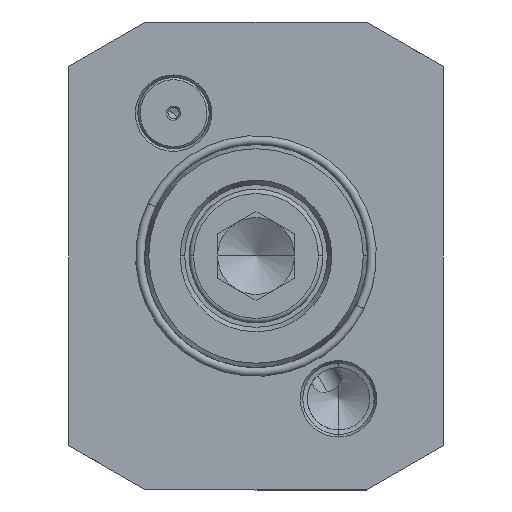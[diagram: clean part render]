
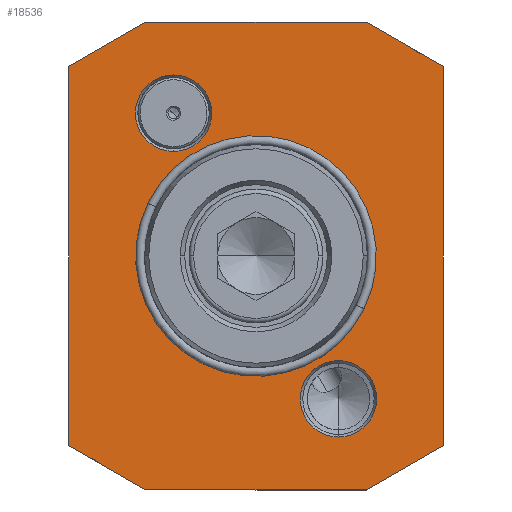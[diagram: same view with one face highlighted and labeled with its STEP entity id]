
A CAD part, front view. The second image highlights one B-rep face of the part: STEP entity #18536.
In plain terms, the highlighted planar face has unit normal (0, -1, 0).
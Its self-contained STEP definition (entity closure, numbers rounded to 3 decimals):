
#175 = DIRECTION ( 'NONE',  ( 0., 0., -1. ) ) ;
#253 = VECTOR ( 'NONE', #26601, 1000. ) ;
#457 = DIRECTION ( 'NONE',  ( 0., 1., 0. ) ) ;
#558 = DIRECTION ( 'NONE',  ( 0., -1., 0. ) ) ;
#750 = VERTEX_POINT ( 'NONE', #22834 ) ;
#1448 = VERTEX_POINT ( 'NONE', #23645 ) ;
#1626 = ORIENTED_EDGE ( 'NONE', *, *, #25368, .T. ) ;
#1750 = VERTEX_POINT ( 'NONE', #12012 ) ;
#1845 = CARTESIAN_POINT ( 'NONE',  ( -42., 0., 42.5 ) ) ;
#2199 = VERTEX_POINT ( 'NONE', #2661 ) ;
#2549 = AXIS2_PLACEMENT_3D ( 'NONE', #14063, #558, #17611 ) ;
#2609 = DIRECTION ( 'NONE',  ( 0., -1., 0. ) ) ;
#2661 = CARTESIAN_POINT ( 'NONE',  ( 25.3, 0., 0. ) ) ;
#3044 = ORIENTED_EDGE ( 'NONE', *, *, #8181, .F. ) ;
#3082 = CARTESIAN_POINT ( 'NONE',  ( 0., 0., 0. ) ) ;
#3123 = CARTESIAN_POINT ( 'NONE',  ( -36., 0., 52.5 ) ) ;
#3393 = VERTEX_POINT ( 'NONE', #25703 ) ;
#5311 = AXIS2_PLACEMENT_3D ( 'NONE', #21855, #457, #17502 ) ;
#5431 = CARTESIAN_POINT ( 'NONE',  ( 42., 0., 52.5 ) ) ;
#6230 = EDGE_CURVE ( 'NONE', #750, #14330, #9320, .T. ) ;
#6348 = ORIENTED_EDGE ( 'NONE', *, *, #26903, .F. ) ;
#6721 = DIRECTION ( 'NONE',  ( -1., 0., 0. ) ) ;
#6956 = CARTESIAN_POINT ( 'NONE',  ( 36., 0., -52.5 ) ) ;
#7035 = CARTESIAN_POINT ( 'NONE',  ( -42., 0., -42.5 ) ) ;
#7937 = EDGE_LOOP ( 'NONE', ( #23190, #18015 ) ) ;
#8002 = VERTEX_POINT ( 'NONE', #20580 ) ;
#8072 = LINE ( 'NONE', #10164, #19718 ) ;
#8136 = VECTOR ( 'NONE', #9163, 1000. ) ;
#8181 = EDGE_CURVE ( 'NONE', #1750, #3393, #13423, .T. ) ;
#8817 = VECTOR ( 'NONE', #11603, 1000. ) ;
#8918 = CARTESIAN_POINT ( 'NONE',  ( -42., 0., -42.5 ) ) ;
#9139 = EDGE_CURVE ( 'NONE', #23752, #16246, #15813, .T. ) ;
#9150 = ORIENTED_EDGE ( 'NONE', *, *, #23229, .T. ) ;
#9163 = DIRECTION ( 'NONE',  ( -0.866, 0., -0.5 ) ) ;
#9282 = VERTEX_POINT ( 'NONE', #14422 ) ;
#9286 = ORIENTED_EDGE ( 'NONE', *, *, #22993, .T. ) ;
#9320 = CIRCLE ( 'NONE', #22706, 8.577 ) ;
#9465 = LINE ( 'NONE', #6956, #18806 ) ;
#9544 = LINE ( 'NONE', #7035, #253 ) ;
#9833 = CARTESIAN_POINT ( 'NONE',  ( 24.679, 0., 52.5 ) ) ;
#10164 = CARTESIAN_POINT ( 'NONE',  ( 42., 0., -42.5 ) ) ;
#10513 = ORIENTED_EDGE ( 'NONE', *, *, #11334, .T. ) ;
#11334 = EDGE_CURVE ( 'NONE', #8002, #2199, #12387, .T. ) ;
#11510 = DIRECTION ( 'NONE',  ( -0.866, 0., 0.5 ) ) ;
#11513 = LINE ( 'NONE', #3123, #24978 ) ;
#11603 = DIRECTION ( 'NONE',  ( 0., 0., -1. ) ) ;
#11606 = DIRECTION ( 'NONE',  ( 0., 1., 0. ) ) ;
#11723 = ORIENTED_EDGE ( 'NONE', *, *, #18235, .T. ) ;
#12012 = CARTESIAN_POINT ( 'NONE',  ( 42., 0., 42.5 ) ) ;
#12017 = CIRCLE ( 'NONE', #13741, 8.577 ) ;
#12387 = CIRCLE ( 'NONE', #22216, 25.3 ) ;
#13068 = DIRECTION ( 'NONE',  ( -1., 0., 0. ) ) ;
#13105 = CARTESIAN_POINT ( 'NONE',  ( 24.679, 0., -52.5 ) ) ;
#13213 = LINE ( 'NONE', #24246, #8136 ) ;
#13335 = VERTEX_POINT ( 'NONE', #8918 ) ;
#13423 = LINE ( 'NONE', #5431, #8817 ) ;
#13569 = EDGE_CURVE ( 'NONE', #14330, #750, #12017, .T. ) ;
#13741 = AXIS2_PLACEMENT_3D ( 'NONE', #23140, #16706, #20757 ) ;
#13874 = CARTESIAN_POINT ( 'NONE',  ( -42., 0., 52.5 ) ) ;
#13879 = DIRECTION ( 'NONE',  ( 1., 0., 0. ) ) ;
#14063 = CARTESIAN_POINT ( 'NONE',  ( -18.5, 0., 32.043 ) ) ;
#14330 = VERTEX_POINT ( 'NONE', #26439 ) ;
#14422 = CARTESIAN_POINT ( 'NONE',  ( -24.679, 0., 52.5 ) ) ;
#15274 = PLANE ( 'NONE',  #5311 ) ;
#15334 = CARTESIAN_POINT ( 'NONE',  ( -18.5, 0., 32.043 ) ) ;
#15401 = FACE_BOUND ( 'NONE', #25954, .T. ) ;
#15587 = DIRECTION ( 'NONE',  ( 0., 1., 0. ) ) ;
#15813 = CIRCLE ( 'NONE', #19400, 8.577 ) ;
#16246 = VERTEX_POINT ( 'NONE', #20650 ) ;
#16665 = ORIENTED_EDGE ( 'NONE', *, *, #19338, .T. ) ;
#16706 = DIRECTION ( 'NONE',  ( 0., -1., 0. ) ) ;
#17375 = FACE_BOUND ( 'NONE', #7937, .T. ) ;
#17502 = DIRECTION ( 'NONE',  ( -1., 0., 0. ) ) ;
#17537 = CARTESIAN_POINT ( 'NONE',  ( 0., 0., 0. ) ) ;
#17611 = DIRECTION ( 'NONE',  ( 0., 0., -1. ) ) ;
#18015 = ORIENTED_EDGE ( 'NONE', *, *, #13569, .F. ) ;
#18235 = EDGE_CURVE ( 'NONE', #1750, #22098, #26199, .T. ) ;
#18536 = ADVANCED_FACE ( 'NONE', ( #17375, #19746, #15401, #23929 ), #15274, .F. ) ;
#18806 = VECTOR ( 'NONE', #22345, 1000. ) ;
#19338 = EDGE_CURVE ( 'NONE', #2199, #8002, #25893, .T. ) ;
#19400 = AXIS2_PLACEMENT_3D ( 'NONE', #15334, #2609, #26090 ) ;
#19484 = ORIENTED_EDGE ( 'NONE', *, *, #19581, .F. ) ;
#19581 = EDGE_CURVE ( 'NONE', #9282, #22098, #11513, .T. ) ;
#19718 = VECTOR ( 'NONE', #26936, 1000. ) ;
#19746 = FACE_BOUND ( 'NONE', #24091, .T. ) ;
#20047 = LINE ( 'NONE', #13874, #24348 ) ;
#20449 = ORIENTED_EDGE ( 'NONE', *, *, #9139, .F. ) ;
#20580 = CARTESIAN_POINT ( 'NONE',  ( -25.3, 0., 0. ) ) ;
#20650 = CARTESIAN_POINT ( 'NONE',  ( -18.5, 0., 40.62 ) ) ;
#20745 = VERTEX_POINT ( 'NONE', #13105 ) ;
#20757 = DIRECTION ( 'NONE',  ( 0., 0., -1. ) ) ;
#21601 = ORIENTED_EDGE ( 'NONE', *, *, #25246, .T. ) ;
#21758 = CARTESIAN_POINT ( 'NONE',  ( 24.679, 0., 52.5 ) ) ;
#21855 = CARTESIAN_POINT ( 'NONE',  ( 36., 0., 52.5 ) ) ;
#22098 = VERTEX_POINT ( 'NONE', #21758 ) ;
#22137 = DIRECTION ( 'NONE',  ( 0., 0., -1. ) ) ;
#22139 = EDGE_CURVE ( 'NONE', #9282, #25712, #13213, .T. ) ;
#22216 = AXIS2_PLACEMENT_3D ( 'NONE', #3082, #11606, #6721 ) ;
#22345 = DIRECTION ( 'NONE',  ( 1., 0., 0. ) ) ;
#22706 = AXIS2_PLACEMENT_3D ( 'NONE', #23538, #25768, #175 ) ;
#22834 = CARTESIAN_POINT ( 'NONE',  ( 18.5, 0., -40.62 ) ) ;
#22993 = EDGE_CURVE ( 'NONE', #1448, #20745, #9465, .T. ) ;
#23140 = CARTESIAN_POINT ( 'NONE',  ( 18.5, 0., -32.043 ) ) ;
#23190 = ORIENTED_EDGE ( 'NONE', *, *, #6230, .F. ) ;
#23229 = EDGE_CURVE ( 'NONE', #20745, #3393, #8072, .T. ) ;
#23538 = CARTESIAN_POINT ( 'NONE',  ( 18.5, 0., -32.043 ) ) ;
#23645 = CARTESIAN_POINT ( 'NONE',  ( -24.679, 0., -52.5 ) ) ;
#23752 = VERTEX_POINT ( 'NONE', #27450 ) ;
#23929 = FACE_OUTER_BOUND ( 'NONE', #25751, .T. ) ;
#24048 = VECTOR ( 'NONE', #11510, 1000. ) ;
#24091 = EDGE_LOOP ( 'NONE', ( #20449, #6348 ) ) ;
#24108 = ORIENTED_EDGE ( 'NONE', *, *, #22139, .T. ) ;
#24246 = CARTESIAN_POINT ( 'NONE',  ( -24.679, 0., 52.5 ) ) ;
#24348 = VECTOR ( 'NONE', #22137, 1000. ) ;
#24978 = VECTOR ( 'NONE', #13879, 1000. ) ;
#25246 = EDGE_CURVE ( 'NONE', #25712, #13335, #20047, .T. ) ;
#25368 = EDGE_CURVE ( 'NONE', #13335, #1448, #9544, .T. ) ;
#25422 = AXIS2_PLACEMENT_3D ( 'NONE', #17537, #15587, #13068 ) ;
#25703 = CARTESIAN_POINT ( 'NONE',  ( 42., 0., -42.5 ) ) ;
#25712 = VERTEX_POINT ( 'NONE', #1845 ) ;
#25751 = EDGE_LOOP ( 'NONE', ( #9286, #9150, #3044, #11723, #19484, #24108, #21601, #1626 ) ) ;
#25768 = DIRECTION ( 'NONE',  ( 0., -1., 0. ) ) ;
#25893 = CIRCLE ( 'NONE', #25422, 25.3 ) ;
#25954 = EDGE_LOOP ( 'NONE', ( #16665, #10513 ) ) ;
#26090 = DIRECTION ( 'NONE',  ( 0., 0., -1. ) ) ;
#26199 = LINE ( 'NONE', #9833, #24048 ) ;
#26439 = CARTESIAN_POINT ( 'NONE',  ( 18.5, 0., -23.466 ) ) ;
#26601 = DIRECTION ( 'NONE',  ( 0.866, 0., -0.5 ) ) ;
#26903 = EDGE_CURVE ( 'NONE', #16246, #23752, #27110, .T. ) ;
#26936 = DIRECTION ( 'NONE',  ( 0.866, 0., 0.5 ) ) ;
#27110 = CIRCLE ( 'NONE', #2549, 8.577 ) ;
#27450 = CARTESIAN_POINT ( 'NONE',  ( -18.5, 0., 23.466 ) ) ;
